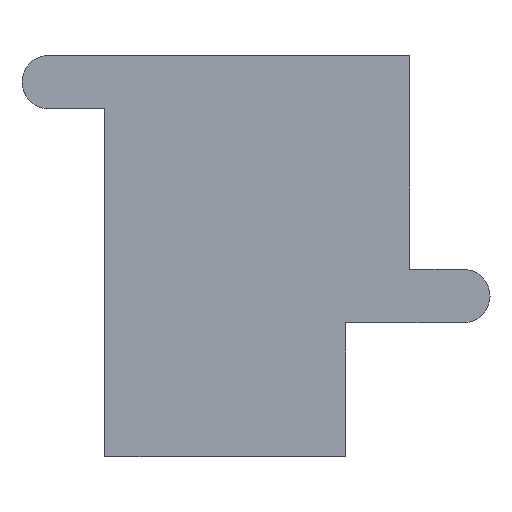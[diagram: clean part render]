
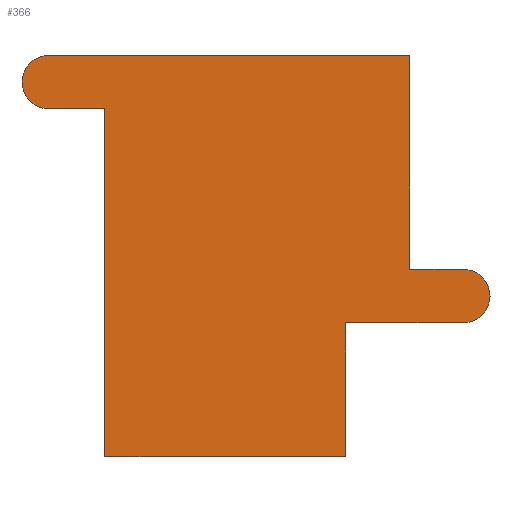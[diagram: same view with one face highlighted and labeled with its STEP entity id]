
A CAD part, top view. The second image highlights one B-rep face of the part: STEP entity #366.
In plain terms, the highlighted planar face has unit normal (0, 0, 1).
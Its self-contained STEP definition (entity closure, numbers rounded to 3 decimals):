
#1=CARTESIAN_POINT('POINT1',(9.4,0.,0.));
#2=VERTEX_POINT('VERTEX1',#1);
#19=CARTESIAN_POINT('POINT4',(9.4,8.,0.));
#20=VERTEX_POINT('VERTEX4',#19);
#27=CARTESIAN_POINT('POS4',(9.4,8.,0.));
#28=DIRECTION('DIR4',(0.,-1.,0.));
#29=VECTOR('VEC4',#28,1.);
#30=LINE('STRAIGHT4',#27,#29);
#31=EDGE_CURVE('EDGE4',#20,#2,#30,.T.);
#41=CARTESIAN_POINT('POINT5',(11.4,0.,0.));
#42=VERTEX_POINT('VERTEX5',#41);
#58=CARTESIAN_POINT('POS8',(9.4,0.,0.));
#59=DIRECTION('DIR9',(1.,0.,0.));
#60=VECTOR('VEC7',#59,1.);
#61=LINE('STRAIGHT7',#58,#60);
#62=EDGE_CURVE('EDGE7',#2,#42,#61,.T.);
#74=CARTESIAN_POINT('POINT8',(12.4,-1.,0.));
#75=VERTEX_POINT('VERTEX8',#74);
#90=CARTESIAN_POINT('POS12',(11.4,-1.,0.));
#91=DIRECTION('DIR15',(0.,0.,-1.));
#92=DIRECTION('DIR16',(0.,1.,0.));
#93=AXIS2_PLACEMENT_3D('AXIS4',#90,#91,#92);
#94=CIRCLE('ELLIPSE2',#93,1.);
#95=EDGE_CURVE('EDGE10',#42,#75,#94,.T.);
#106=CARTESIAN_POINT('POINT9',(11.4,-2.,0.));
#107=VERTEX_POINT('VERTEX9',#106);
#108=EDGE_CURVE('EDGE11',#75,#107,#94,.T.);
#123=CARTESIAN_POINT('POINT11',(7.,-2.,0.));
#124=VERTEX_POINT('VERTEX11',#123);
#140=CARTESIAN_POINT('POS17',(11.4,-2.,0.));
#141=DIRECTION('DIR22',(-1.,0.,0.));
#142=VECTOR('VEC12',#141,1.);
#143=LINE('STRAIGHT12',#140,#142);
#144=EDGE_CURVE('EDGE16',#107,#124,#143,.T.);
#154=CARTESIAN_POINT('POINT13',(7.,-7.,0.));
#155=VERTEX_POINT('VERTEX13',#154);
#171=CARTESIAN_POINT('POS21',(7.,-2.,0.));
#172=DIRECTION('DIR27',(0.,-1.,0.));
#173=VECTOR('VEC15',#172,1.);
#174=LINE('STRAIGHT15',#171,#173);
#175=EDGE_CURVE('EDGE19',#124,#155,#174,.T.);
#185=CARTESIAN_POINT('POINT15',(-2.,-7.,0.));
#186=VERTEX_POINT('VERTEX15',#185);
#202=CARTESIAN_POINT('POS25',(7.,-7.,0.));
#203=DIRECTION('DIR32',(-1.,0.,0.));
#204=VECTOR('VEC18',#203,1.);
#205=LINE('STRAIGHT18',#202,#204);
#206=EDGE_CURVE('EDGE22',#155,#186,#205,.T.);
#216=CARTESIAN_POINT('POINT17',(-2.,6.,0.));
#217=VERTEX_POINT('VERTEX17',#216);
#233=CARTESIAN_POINT('POS29',(-2.,-7.,0.));
#234=DIRECTION('DIR37',(0.,1.,0.));
#235=VECTOR('VEC21',#234,1.);
#236=LINE('STRAIGHT21',#233,#235);
#237=EDGE_CURVE('EDGE25',#186,#217,#236,.T.);
#247=CARTESIAN_POINT('POINT19',(-4.1,6.,0.));
#248=VERTEX_POINT('VERTEX19',#247);
#264=CARTESIAN_POINT('POS33',(-2.,6.,0.));
#265=DIRECTION('DIR42',(-1.,0.,0.));
#266=VECTOR('VEC24',#265,1.);
#267=LINE('STRAIGHT24',#264,#266);
#268=EDGE_CURVE('EDGE28',#217,#248,#267,.T.);
#316=CARTESIAN_POINT('POINT23',(-4.1,8.,0.));
#317=VERTEX_POINT('VERTEX23',#316);
#324=CARTESIAN_POINT('POS39',(-4.1,8.,0.));
#325=DIRECTION('DIR51',(1.,0.,0.));
#326=VECTOR('VEC27',#325,1.);
#327=LINE('STRAIGHT27',#324,#326);
#328=EDGE_CURVE('EDGE33',#317,#20,#327,.T.);
#338=ORIENTED_EDGE('COEDGE53',*,*,#328,.F.);
#339=CARTESIAN_POINT('POINT24',(-5.1,7.,0.));
#340=VERTEX_POINT('VERTEX24',#339);
#341=CARTESIAN_POINT('POS41',(-4.1,7.,0.));
#342=DIRECTION('DIR54',(0.,0.,-1.));
#343=DIRECTION('DIR55',(0.,-1.,0.));
#344=AXIS2_PLACEMENT_3D('AXIS14',#341,#342,#343);
#345=CIRCLE('ELLIPSE4',#344,1.);
#346=EDGE_CURVE('EDGE34',#340,#317,#345,.T.);
#347=ORIENTED_EDGE('COEDGE54',*,*,#346,.F.);
#348=EDGE_CURVE('EDGE35',#248,#340,#345,.T.);
#349=ORIENTED_EDGE('COEDGE55',*,*,#348,.F.);
#350=ORIENTED_EDGE('COEDGE56',*,*,#268,.F.);
#351=ORIENTED_EDGE('COEDGE57',*,*,#237,.F.);
#352=ORIENTED_EDGE('COEDGE58',*,*,#206,.F.);
#353=ORIENTED_EDGE('COEDGE59',*,*,#175,.F.);
#354=ORIENTED_EDGE('COEDGE60',*,*,#144,.F.);
#355=ORIENTED_EDGE('COEDGE61',*,*,#108,.F.);
#356=ORIENTED_EDGE('COEDGE62',*,*,#95,.F.);
#357=ORIENTED_EDGE('COEDGE63',*,*,#62,.F.);
#358=ORIENTED_EDGE('COEDGE64',*,*,#31,.F.);
#359=EDGE_LOOP('NONE',(#338,#347,#349,#350,#351,#352,#353,#354,#355,#356
   ,#357,#358));
#360=FACE_BOUND('LOOP1',#359,.T.);
#361=CARTESIAN_POINT('POS42',(0.,0.,0.));
#362=DIRECTION('DIR56',(0.,0.,-1.));
#363=DIRECTION('DIR57',(1.,0.,0.));
#364=AXIS2_PLACEMENT_3D('AXIS15',#361,#362,#363);
#365=PLANE('PLANE10',#364);
#366=ADVANCED_FACE('FACE12',(#360),#365,.F.);
